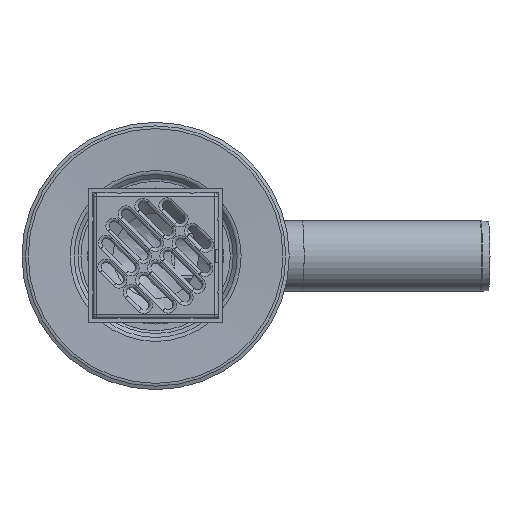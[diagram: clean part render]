
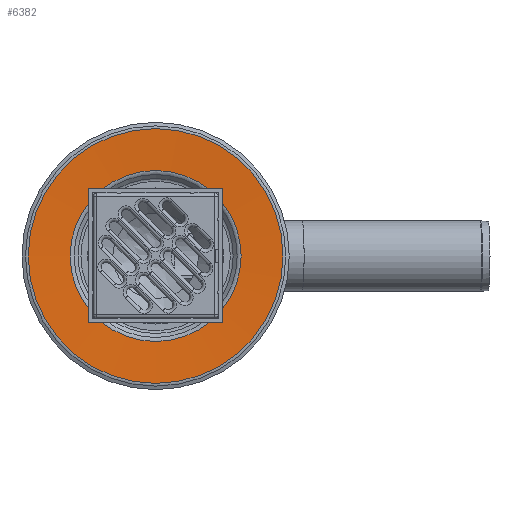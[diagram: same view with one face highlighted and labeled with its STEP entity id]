
A CAD part, top view. The second image highlights one B-rep face of the part: STEP entity #6382.
In plain terms, the highlighted conical face has half-angle 87.638 degrees and reference radius 800.04 mm.
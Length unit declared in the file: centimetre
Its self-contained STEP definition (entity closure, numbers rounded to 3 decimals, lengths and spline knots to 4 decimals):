
#758=LINE('',#12140,#1169);
#1169=VECTOR('',#9119,80.004);
#1678=FACE_OUTER_BOUND('',#2128,.T.);
#2128=EDGE_LOOP('',(#5791,#5792,#5793,#5794,#5795,#5796));
#2564=CIRCLE('',#7164,95.7534);
#2566=CIRCLE('',#7166,95.7534);
#2567=CIRCLE('',#7168,64.2547);
#2568=CIRCLE('',#7169,64.2547);
#3148=VERTEX_POINT('',#12133);
#3149=VERTEX_POINT('',#12134);
#3150=VERTEX_POINT('',#12139);
#3151=VERTEX_POINT('',#12141);
#4037=EDGE_CURVE('',#3148,#3149,#2564,.T.);
#4039=EDGE_CURVE('',#3149,#3148,#2566,.T.);
#4040=EDGE_CURVE('',#3149,#3150,#758,.T.);
#4041=EDGE_CURVE('',#3151,#3150,#2567,.T.);
#4042=EDGE_CURVE('',#3150,#3151,#2568,.T.);
#5791=ORIENTED_EDGE('',*,*,#4037,.T.);
#5792=ORIENTED_EDGE('',*,*,#4040,.T.);
#5793=ORIENTED_EDGE('',*,*,#4041,.F.);
#5794=ORIENTED_EDGE('',*,*,#4042,.F.);
#5795=ORIENTED_EDGE('',*,*,#4040,.F.);
#5796=ORIENTED_EDGE('',*,*,#4039,.T.);
#6023=CONICAL_SURFACE('',#7167,80.004,1.53);
#6382=ADVANCED_FACE('',(#1678),#6023,.F.);
#7164=AXIS2_PLACEMENT_3D('',#12135,#9111,#9112);
#7166=AXIS2_PLACEMENT_3D('',#12137,#9115,#9116);
#7167=AXIS2_PLACEMENT_3D('',#12138,#9117,#9118);
#7168=AXIS2_PLACEMENT_3D('',#12142,#9120,#9121);
#7169=AXIS2_PLACEMENT_3D('',#12143,#9122,#9123);
#9111=DIRECTION('center_axis',(0.,0.,1.));
#9112=DIRECTION('ref_axis',(1.,0.,0.));
#9115=DIRECTION('center_axis',(0.,0.,1.));
#9116=DIRECTION('ref_axis',(1.,0.,0.));
#9117=DIRECTION('center_axis',(0.,0.,1.));
#9118=DIRECTION('ref_axis',(-1.,0.,0.));
#9119=DIRECTION('',(-0.999,0.,-0.041));
#9120=DIRECTION('center_axis',(0.,0.,1.));
#9121=DIRECTION('ref_axis',(1.,0.,0.));
#9122=DIRECTION('center_axis',(0.,0.,1.));
#9123=DIRECTION('ref_axis',(1.,0.,0.));
#12133=CARTESIAN_POINT('',(204.7977,252.6561,-11.0308));
#12134=CARTESIAN_POINT('',(300.5511,156.9027,-11.0308));
#12135=CARTESIAN_POINT('Origin',(204.7977,156.9027,-11.0308));
#12137=CARTESIAN_POINT('Origin',(204.7977,156.9027,-11.0308));
#12138=CARTESIAN_POINT('Origin',(204.7977,156.9027,-11.6805));
#12139=CARTESIAN_POINT('',(269.0524,156.9027,-12.3303));
#12140=CARTESIAN_POINT('',(284.8018,156.9027,-11.6805));
#12141=CARTESIAN_POINT('',(204.7977,221.1574,-12.3303));
#12142=CARTESIAN_POINT('Origin',(204.7977,156.9027,-12.3303));
#12143=CARTESIAN_POINT('Origin',(204.7977,156.9027,-12.3303));
